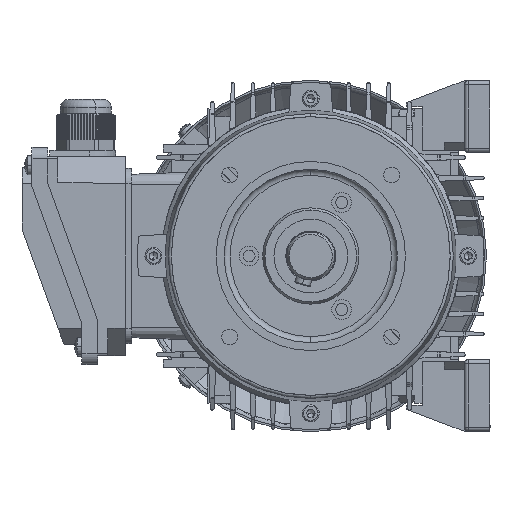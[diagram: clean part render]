
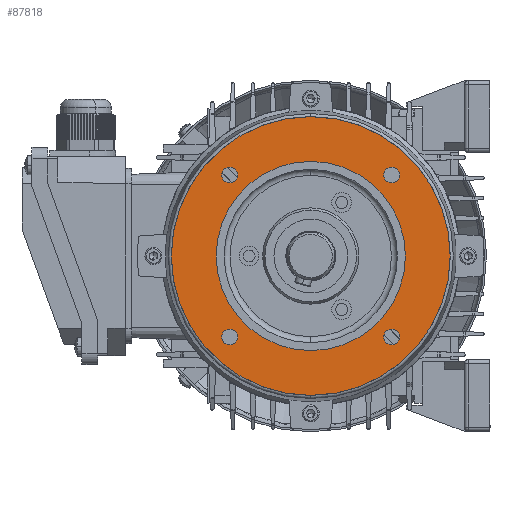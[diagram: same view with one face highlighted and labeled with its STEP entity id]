
A CAD part, left-side view. The second image highlights one B-rep face of the part: STEP entity #87818.
In plain terms, the highlighted planar face has unit normal (-1, 0, 0).
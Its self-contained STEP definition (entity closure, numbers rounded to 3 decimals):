
#29696 = CARTESIAN_POINT ( 'NONE',  ( 3., -40.659, 36.659 ) ) ;
#29698 = CARTESIAN_POINT ( 'NONE',  ( 3., -40.659, 44.659 ) ) ;
#29701 = DIRECTION ( 'NONE',  ( 0., 0., -1. ) ) ;
#29702 = DIRECTION ( 'NONE',  ( 1., 0., 0. ) ) ;
#29703 = CARTESIAN_POINT ( 'NONE',  ( 3., -40.659, 40.659 ) ) ;
#29704 = AXIS2_PLACEMENT_3D ( 'NONE', #29703, #29702, #29701 ) ;
#29705 = CIRCLE ( 'NONE', #29704, 4. ) ;
#29899 = CARTESIAN_POINT ( 'NONE',  ( 3., 40.659, 36.659 ) ) ;
#29900 = CARTESIAN_POINT ( 'NONE',  ( 3., 40.659, 44.659 ) ) ;
#29901 = DIRECTION ( 'NONE',  ( 0., 0., -1. ) ) ;
#29902 = DIRECTION ( 'NONE',  ( 1., 0., 0. ) ) ;
#29903 = CARTESIAN_POINT ( 'NONE',  ( 3., 40.659, 40.659 ) ) ;
#29905 = AXIS2_PLACEMENT_3D ( 'NONE', #29903, #29902, #29901 ) ;
#29906 = CIRCLE ( 'NONE', #29905, 4. ) ;
#29920 = CIRCLE ( 'NONE', #30024, 4. ) ;
#29957 = CARTESIAN_POINT ( 'NONE',  ( 3., 40.659, -44.659 ) ) ;
#29958 = CARTESIAN_POINT ( 'NONE',  ( 3., 40.659, -36.659 ) ) ;
#29959 = DIRECTION ( 'NONE',  ( 0., 0., -1. ) ) ;
#29961 = DIRECTION ( 'NONE',  ( 1., 0., 0. ) ) ;
#29963 = CARTESIAN_POINT ( 'NONE',  ( 3., 40.659, -40.659 ) ) ;
#29965 = AXIS2_PLACEMENT_3D ( 'NONE', #29963, #29961, #29959 ) ;
#29967 = CIRCLE ( 'NONE', #29965, 4. ) ;
#30016 = CARTESIAN_POINT ( 'NONE',  ( 3., -40.659, -44.659 ) ) ;
#30018 = CARTESIAN_POINT ( 'NONE',  ( 3., -40.659, -36.659 ) ) ;
#30019 = DIRECTION ( 'NONE',  ( 0., 0., -1. ) ) ;
#30020 = DIRECTION ( 'NONE',  ( 1., 0., 0. ) ) ;
#30022 = CARTESIAN_POINT ( 'NONE',  ( 3., -40.659, -40.659 ) ) ;
#30024 = AXIS2_PLACEMENT_3D ( 'NONE', #30022, #30020, #30019 ) ;
#31010 = CARTESIAN_POINT ( 'NONE',  ( 3., 0., -70. ) ) ;
#31223 = CARTESIAN_POINT ( 'NONE',  ( 3., 0., -47.5 ) ) ;
#31224 = CARTESIAN_POINT ( 'NONE',  ( 3., 0., 47.5 ) ) ;
#31225 = DIRECTION ( 'NONE',  ( 0., 0., 1. ) ) ;
#31227 = DIRECTION ( 'NONE',  ( -1., 0., 0. ) ) ;
#31230 = CARTESIAN_POINT ( 'NONE',  ( 3., 0., 0. ) ) ;
#31232 = AXIS2_PLACEMENT_3D ( 'NONE', #31230, #31227, #31225 ) ;
#31234 = CIRCLE ( 'NONE', #31232, 47.5 ) ;
#31256 = CARTESIAN_POINT ( 'NONE',  ( 3., 0., 70. ) ) ;
#31257 = DIRECTION ( 'NONE',  ( 0., 0., 1. ) ) ;
#31258 = DIRECTION ( 'NONE',  ( -1., 0., 0. ) ) ;
#31259 = CARTESIAN_POINT ( 'NONE',  ( 3., 0., 0. ) ) ;
#31261 = AXIS2_PLACEMENT_3D ( 'NONE', #31259, #31258, #31257 ) ;
#31262 = CIRCLE ( 'NONE', #31261, 70. ) ;
#36618 = DIRECTION ( 'NONE',  ( 0., 0., 1. ) ) ;
#36619 = DIRECTION ( 'NONE',  ( -1., 0., 0. ) ) ;
#36621 = CARTESIAN_POINT ( 'NONE',  ( 3., 0., 0. ) ) ;
#36622 = AXIS2_PLACEMENT_3D ( 'NONE', #36621, #36619, #36618 ) ;
#36624 = CIRCLE ( 'NONE', #36622, 47.5 ) ;
#36635 = CIRCLE ( 'NONE', #36743, 4. ) ;
#36690 = DIRECTION ( 'NONE',  ( 1., 0., 0. ) ) ;
#36691 = CARTESIAN_POINT ( 'NONE',  ( 3., 40.659, -40.659 ) ) ;
#36692 = AXIS2_PLACEMENT_3D ( 'NONE', #36691, #36690, #36803 ) ;
#36694 = CIRCLE ( 'NONE', #36692, 4. ) ;
#36700 = DIRECTION ( 'NONE',  ( 0., 0., -1. ) ) ;
#36702 = DIRECTION ( 'NONE',  ( 1., 0., 0. ) ) ;
#36704 = CARTESIAN_POINT ( 'NONE',  ( 3., -40.659, -40.659 ) ) ;
#36705 = AXIS2_PLACEMENT_3D ( 'NONE', #36704, #36702, #36700 ) ;
#36707 = CIRCLE ( 'NONE', #36705, 4. ) ;
#36711 = DIRECTION ( 'NONE',  ( 0., 0., -1. ) ) ;
#36712 = DIRECTION ( 'NONE',  ( 1., 0., 0. ) ) ;
#36713 = CARTESIAN_POINT ( 'NONE',  ( 3., -40.659, 40.659 ) ) ;
#36714 = AXIS2_PLACEMENT_3D ( 'NONE', #36713, #36712, #36711 ) ;
#36719 = DIRECTION ( 'NONE',  ( 0., 0., -1. ) ) ;
#36720 = DIRECTION ( 'NONE',  ( 1., 0., 0. ) ) ;
#36721 = AXIS2_PLACEMENT_3D ( 'NONE', #36723, #36720, #36719 ) ;
#36722 = CIRCLE ( 'NONE', #36714, 4. ) ;
#36723 = CARTESIAN_POINT ( 'NONE',  ( 3., 47.5, 0. ) ) ;
#36724 = PLANE ( 'NONE',  #36721 ) ;
#36726 = FACE_OUTER_BOUND ( 'NONE', #87806, .T. ) ;
#36727 = FACE_BOUND ( 'NONE', #87802, .T. ) ;
#36728 = FACE_BOUND ( 'NONE', #87797, .T. ) ;
#36729 = FACE_BOUND ( 'NONE', #87837, .T. ) ;
#36730 = FACE_BOUND ( 'NONE', #87831, .T. ) ;
#36731 = FACE_BOUND ( 'NONE', #87821, .T. ) ;
#36732 = DIRECTION ( 'NONE',  ( 0., 0., 1. ) ) ;
#36733 = DIRECTION ( 'NONE',  ( -1., 0., 0. ) ) ;
#36734 = AXIS2_PLACEMENT_3D ( 'NONE', #36744, #36733, #36732 ) ;
#36736 = CIRCLE ( 'NONE', #36734, 70. ) ;
#36740 = DIRECTION ( 'NONE',  ( 0., 0., -1. ) ) ;
#36741 = DIRECTION ( 'NONE',  ( 1., 0., 0. ) ) ;
#36742 = CARTESIAN_POINT ( 'NONE',  ( 3., 40.659, 40.659 ) ) ;
#36743 = AXIS2_PLACEMENT_3D ( 'NONE', #36742, #36741, #36740 ) ;
#36744 = CARTESIAN_POINT ( 'NONE',  ( 3., 0., 0. ) ) ;
#36803 = DIRECTION ( 'NONE',  ( 0., 0., -1. ) ) ;
#85033 = EDGE_CURVE ( 'NONE', #85034, #85035, #29705, .T. ) ;
#85034 = VERTEX_POINT ( 'NONE', #29698 ) ;
#85035 = VERTEX_POINT ( 'NONE', #29696 ) ;
#85101 = EDGE_CURVE ( 'NONE', #85102, #85104, #29906, .T. ) ;
#85102 = VERTEX_POINT ( 'NONE', #29900 ) ;
#85104 = VERTEX_POINT ( 'NONE', #29899 ) ;
#85125 = EDGE_CURVE ( 'NONE', #85126, #85128, #29967, .T. ) ;
#85126 = VERTEX_POINT ( 'NONE', #29958 ) ;
#85128 = VERTEX_POINT ( 'NONE', #29957 ) ;
#85151 = EDGE_CURVE ( 'NONE', #85153, #85155, #29920, .T. ) ;
#85153 = VERTEX_POINT ( 'NONE', #30018 ) ;
#85155 = VERTEX_POINT ( 'NONE', #30016 ) ;
#85542 = VERTEX_POINT ( 'NONE', #31010 ) ;
#85632 = EDGE_CURVE ( 'NONE', #85633, #85542, #31262, .T. ) ;
#85633 = VERTEX_POINT ( 'NONE', #31256 ) ;
#85644 = EDGE_CURVE ( 'NONE', #85645, #85646, #31234, .T. ) ;
#85645 = VERTEX_POINT ( 'NONE', #31224 ) ;
#85646 = VERTEX_POINT ( 'NONE', #31223 ) ;
#87734 = EDGE_CURVE ( 'NONE', #85646, #85645, #36624, .T. ) ;
#87794 = ORIENTED_EDGE ( 'NONE', *, *, #85125, .T. ) ;
#87797 = EDGE_LOOP ( 'NONE', ( #87799, #87801 ) ) ;
#87799 = ORIENTED_EDGE ( 'NONE', *, *, #87800, .T. ) ;
#87800 = EDGE_CURVE ( 'NONE', #85104, #85102, #36635, .T. ) ;
#87801 = ORIENTED_EDGE ( 'NONE', *, *, #85101, .T. ) ;
#87802 = EDGE_LOOP ( 'NONE', ( #87803, #87804 ) ) ;
#87803 = ORIENTED_EDGE ( 'NONE', *, *, #85644, .F. ) ;
#87804 = ORIENTED_EDGE ( 'NONE', *, *, #87734, .F. ) ;
#87806 = EDGE_LOOP ( 'NONE', ( #87807, #87809 ) ) ;
#87807 = ORIENTED_EDGE ( 'NONE', *, *, #85632, .T. ) ;
#87809 = ORIENTED_EDGE ( 'NONE', *, *, #87811, .T. ) ;
#87811 = EDGE_CURVE ( 'NONE', #85542, #85633, #36736, .T. ) ;
#87818 = ADVANCED_FACE ( 'NONE', ( #36731, #36730, #36729, #36728, #36727, #36726 ), #36724, .F. ) ;
#87821 = EDGE_LOOP ( 'NONE', ( #87823, #87828 ) ) ;
#87823 = ORIENTED_EDGE ( 'NONE', *, *, #87825, .T. ) ;
#87825 = EDGE_CURVE ( 'NONE', #85035, #85034, #36722, .T. ) ;
#87828 = ORIENTED_EDGE ( 'NONE', *, *, #85033, .T. ) ;
#87831 = EDGE_LOOP ( 'NONE', ( #87832, #87834 ) ) ;
#87832 = ORIENTED_EDGE ( 'NONE', *, *, #87833, .T. ) ;
#87833 = EDGE_CURVE ( 'NONE', #85155, #85153, #36707, .T. ) ;
#87834 = ORIENTED_EDGE ( 'NONE', *, *, #85151, .T. ) ;
#87837 = EDGE_LOOP ( 'NONE', ( #87838, #87794 ) ) ;
#87838 = ORIENTED_EDGE ( 'NONE', *, *, #87839, .T. ) ;
#87839 = EDGE_CURVE ( 'NONE', #85128, #85126, #36694, .T. ) ;
